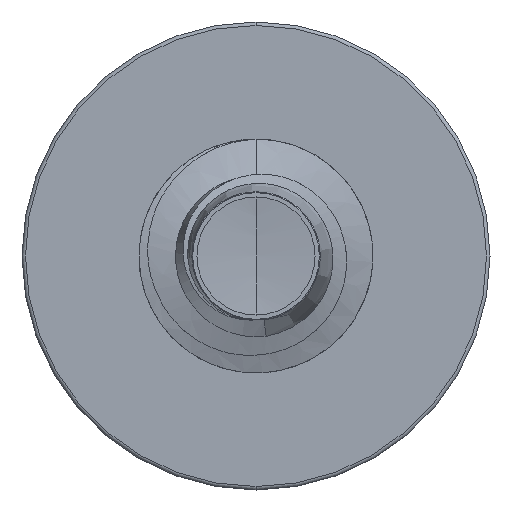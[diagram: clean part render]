
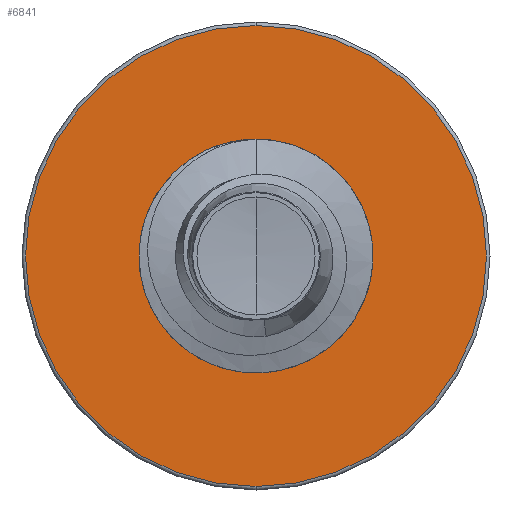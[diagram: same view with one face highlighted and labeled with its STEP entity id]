
A CAD part, front view. The second image highlights one B-rep face of the part: STEP entity #6841.
In plain terms, the highlighted planar face has unit normal (0, -1, 0).
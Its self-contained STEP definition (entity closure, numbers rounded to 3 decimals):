
#292 = AXIS2_PLACEMENT_3D ( 'NONE', #4780, #4362, #4714 ) ;
#576 = DIRECTION ( 'NONE',  ( 0., 0., 1. ) ) ;
#578 = DIRECTION ( 'NONE',  ( 0., 1., 0. ) ) ;
#596 = CARTESIAN_POINT ( 'NONE',  ( 0., 5., 0. ) ) ;
#847 = AXIS2_PLACEMENT_3D ( 'NONE', #10987, #10962, #10695 ) ;
#1481 = CARTESIAN_POINT ( 'NONE',  ( 0., 5., 1.722 ) ) ;
#2275 = ORIENTED_EDGE ( 'NONE', *, *, #4177, .F. ) ;
#2554 = CARTESIAN_POINT ( 'NONE',  ( 0., 5., -3.447 ) ) ;
#2642 = EDGE_LOOP ( 'NONE', ( #2275, #6433 ) ) ;
#2723 = EDGE_LOOP ( 'NONE', ( #9666, #13008 ) ) ;
#3947 = EDGE_CURVE ( 'NONE', #12642, #7847, #8873, .T. ) ;
#4177 = EDGE_CURVE ( 'NONE', #8598, #11845, #12474, .T. ) ;
#4362 = DIRECTION ( 'NONE',  ( 0., 1., 0. ) ) ;
#4393 = FACE_OUTER_BOUND ( 'NONE', #2642, .T. ) ;
#4714 = DIRECTION ( 'NONE',  ( 0., 0., 1. ) ) ;
#4780 = CARTESIAN_POINT ( 'NONE',  ( 0., 5., 0. ) ) ;
#5308 = CARTESIAN_POINT ( 'NONE',  ( 0., 5., 0. ) ) ;
#6079 = AXIS2_PLACEMENT_3D ( 'NONE', #5308, #11607, #7150 ) ;
#6433 = ORIENTED_EDGE ( 'NONE', *, *, #8767, .F. ) ;
#6479 = DIRECTION ( 'NONE',  ( 0., 0., 1. ) ) ;
#6502 = DIRECTION ( 'NONE',  ( 0., 1., 0. ) ) ;
#6518 = CARTESIAN_POINT ( 'NONE',  ( 0., 5., 0. ) ) ;
#6676 = CARTESIAN_POINT ( 'NONE',  ( 0., 5., -1.722 ) ) ;
#6841 = ADVANCED_FACE ( 'NONE', ( #4393, #7758 ), #10703, .F. ) ;
#7150 = DIRECTION ( 'NONE',  ( 0., 0., 1. ) ) ;
#7758 = FACE_BOUND ( 'NONE', #2723, .T. ) ;
#7837 = AXIS2_PLACEMENT_3D ( 'NONE', #596, #578, #576 ) ;
#7847 = VERTEX_POINT ( 'NONE', #1481 ) ;
#8598 = VERTEX_POINT ( 'NONE', #8740 ) ;
#8740 = CARTESIAN_POINT ( 'NONE',  ( 0., 5., 3.448 ) ) ;
#8767 = EDGE_CURVE ( 'NONE', #11845, #8598, #10912, .T. ) ;
#8873 = CIRCLE ( 'NONE', #7837, 1.722 ) ;
#9066 = EDGE_CURVE ( 'NONE', #7847, #12642, #13138, .T. ) ;
#9666 = ORIENTED_EDGE ( 'NONE', *, *, #9066, .T. ) ;
#10695 = DIRECTION ( 'NONE',  ( 0., 0., 1. ) ) ;
#10703 = PLANE ( 'NONE',  #847 ) ;
#10912 = CIRCLE ( 'NONE', #6079, 3.448 ) ;
#10962 = DIRECTION ( 'NONE',  ( 0., 1., 0. ) ) ;
#10987 = CARTESIAN_POINT ( 'NONE',  ( 0., 5., -1.722 ) ) ;
#11607 = DIRECTION ( 'NONE',  ( 0., 1., 0. ) ) ;
#11845 = VERTEX_POINT ( 'NONE', #2554 ) ;
#12474 = CIRCLE ( 'NONE', #12677, 3.448 ) ;
#12642 = VERTEX_POINT ( 'NONE', #6676 ) ;
#12677 = AXIS2_PLACEMENT_3D ( 'NONE', #6518, #6502, #6479 ) ;
#13008 = ORIENTED_EDGE ( 'NONE', *, *, #3947, .T. ) ;
#13138 = CIRCLE ( 'NONE', #292, 1.722 ) ;
